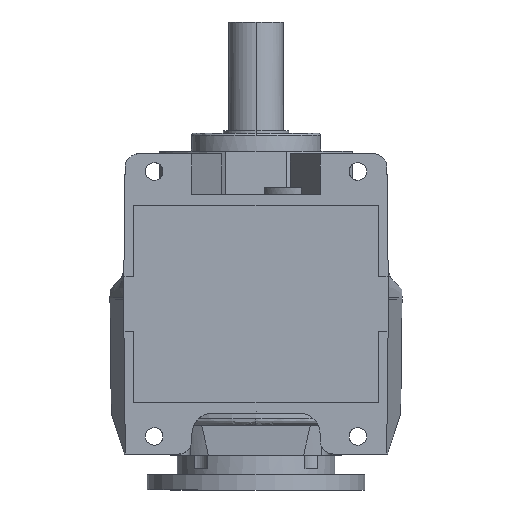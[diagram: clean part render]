
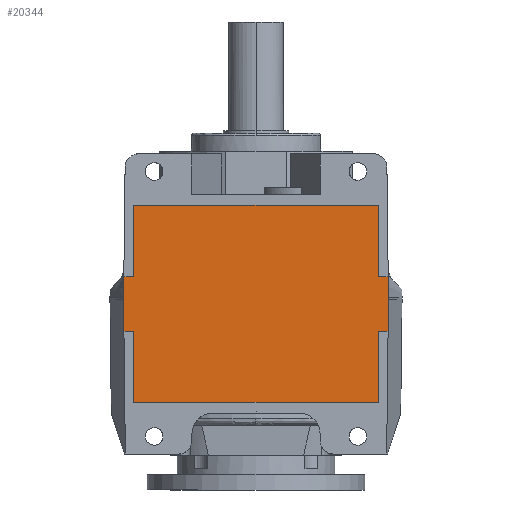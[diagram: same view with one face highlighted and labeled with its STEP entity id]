
A CAD part, front view. The second image highlights one B-rep face of the part: STEP entity #20344.
In plain terms, the highlighted planar face has unit normal (0, -1, 0).
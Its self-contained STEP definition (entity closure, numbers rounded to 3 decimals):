
#69 = DIRECTION ( 'NONE',  ( -0.012, 0., 1. ) ) ;
#155 = EDGE_CURVE ( 'NONE', #13875, #15380, #18461, .T. ) ;
#189 = VECTOR ( 'NONE', #69, 1000. ) ;
#540 = ORIENTED_EDGE ( 'NONE', *, *, #8589, .T. ) ;
#640 = ORIENTED_EDGE ( 'NONE', *, *, #5645, .T. ) ;
#785 = DIRECTION ( 'NONE',  ( 0., 0., -1. ) ) ;
#900 = VECTOR ( 'NONE', #3225, 1000. ) ;
#921 = VECTOR ( 'NONE', #15261, 1000. ) ;
#1166 = CARTESIAN_POINT ( 'NONE',  ( 97.5, -129., -109. ) ) ;
#1300 = DIRECTION ( 'NONE',  ( 0., 0., 1. ) ) ;
#1337 = DIRECTION ( 'NONE',  ( 0., 0., -1. ) ) ;
#1356 = CARTESIAN_POINT ( 'NONE',  ( 0., -129., -92.5 ) ) ;
#1383 = VERTEX_POINT ( 'NONE', #16184 ) ;
#1636 = DIRECTION ( 'NONE',  ( 0., -1., 0. ) ) ;
#1637 = EDGE_CURVE ( 'NONE', #21512, #20651, #15460, .T. ) ;
#1728 = CARTESIAN_POINT ( 'NONE',  ( 90., -129., -132.5 ) ) ;
#1993 = CARTESIAN_POINT ( 'NONE',  ( 90., -129., -185. ) ) ;
#2054 = CARTESIAN_POINT ( 'NONE',  ( -90., -129., -40. ) ) ;
#2343 = ORIENTED_EDGE ( 'NONE', *, *, #6896, .T. ) ;
#2561 = VERTEX_POINT ( 'NONE', #21047 ) ;
#2703 = CARTESIAN_POINT ( 'NONE',  ( 97.227, -129., -132.5 ) ) ;
#2716 = DIRECTION ( 'NONE',  ( -0.012, 0., -1. ) ) ;
#3071 = CARTESIAN_POINT ( 'NONE',  ( -97.308, -129., -92.5 ) ) ;
#3143 = CARTESIAN_POINT ( 'NONE',  ( 90., -129., -132.5 ) ) ;
#3225 = DIRECTION ( 'NONE',  ( 1., 0., 0. ) ) ;
#3526 = VERTEX_POINT ( 'NONE', #17841 ) ;
#3540 = DIRECTION ( 'NONE',  ( -0.012, 0., -1. ) ) ;
#3669 = CARTESIAN_POINT ( 'NONE',  ( -97.5, -129., -109. ) ) ;
#3698 = VERTEX_POINT ( 'NONE', #7115 ) ;
#3728 = ORIENTED_EDGE ( 'NONE', *, *, #14017, .T. ) ;
#3941 = CARTESIAN_POINT ( 'NONE',  ( 97.5, -129., -109. ) ) ;
#3994 = EDGE_CURVE ( 'NONE', #15807, #20651, #14893, .T. ) ;
#4111 = FACE_OUTER_BOUND ( 'NONE', #5815, .T. ) ;
#4130 = LINE ( 'NONE', #9193, #14663 ) ;
#4571 = CARTESIAN_POINT ( 'NONE',  ( 97.5, -129., -109. ) ) ;
#4738 = ORIENTED_EDGE ( 'NONE', *, *, #16555, .T. ) ;
#4760 = ORIENTED_EDGE ( 'NONE', *, *, #14639, .F. ) ;
#5130 = VECTOR ( 'NONE', #15612, 1000. ) ;
#5254 = EDGE_CURVE ( 'NONE', #2561, #3698, #20422, .T. ) ;
#5645 = EDGE_CURVE ( 'NONE', #21017, #20893, #19858, .T. ) ;
#5815 = EDGE_LOOP ( 'NONE', ( #12142, #17709, #3728, #15884, #13454, #13752, #2343, #8796, #4738, #4760, #19730, #18711, #640, #540 ) ) ;
#6608 = CARTESIAN_POINT ( 'NONE',  ( -90., -129., -32. ) ) ;
#6702 = CARTESIAN_POINT ( 'NONE',  ( -90., -129., -185. ) ) ;
#6896 = EDGE_CURVE ( 'NONE', #15582, #13875, #9550, .T. ) ;
#7061 = LINE ( 'NONE', #4571, #189 ) ;
#7076 = VECTOR ( 'NONE', #3540, 1000. ) ;
#7115 = CARTESIAN_POINT ( 'NONE',  ( 90., -129., -92.5 ) ) ;
#7632 = VECTOR ( 'NONE', #18176, 1000. ) ;
#7739 = CARTESIAN_POINT ( 'NONE',  ( -90., -129., -92.5 ) ) ;
#8256 = EDGE_CURVE ( 'NONE', #19248, #1383, #12797, .T. ) ;
#8589 = EDGE_CURVE ( 'NONE', #20893, #21512, #9501, .T. ) ;
#8796 = ORIENTED_EDGE ( 'NONE', *, *, #155, .T. ) ;
#8878 = VERTEX_POINT ( 'NONE', #16261 ) ;
#9193 = CARTESIAN_POINT ( 'NONE',  ( -90., -129., -132.5 ) ) ;
#9252 = VECTOR ( 'NONE', #11725, 1000. ) ;
#9373 = LINE ( 'NONE', #9956, #921 ) ;
#9501 = LINE ( 'NONE', #10110, #9252 ) ;
#9550 = LINE ( 'NONE', #6608, #10107 ) ;
#9956 = CARTESIAN_POINT ( 'NONE',  ( 0., -129., -40. ) ) ;
#10107 = VECTOR ( 'NONE', #1337, 1000. ) ;
#10110 = CARTESIAN_POINT ( 'NONE',  ( 90., -129., -185. ) ) ;
#11725 = DIRECTION ( 'NONE',  ( 0., 0., 1. ) ) ;
#12142 = ORIENTED_EDGE ( 'NONE', *, *, #1637, .T. ) ;
#12718 = EDGE_CURVE ( 'NONE', #3698, #3526, #20527, .T. ) ;
#12797 = LINE ( 'NONE', #13677, #16884 ) ;
#13411 = VECTOR ( 'NONE', #1300, 1000. ) ;
#13454 = ORIENTED_EDGE ( 'NONE', *, *, #12718, .T. ) ;
#13677 = CARTESIAN_POINT ( 'NONE',  ( -120., -129., -132.5 ) ) ;
#13752 = ORIENTED_EDGE ( 'NONE', *, *, #20784, .T. ) ;
#13875 = VERTEX_POINT ( 'NONE', #7739 ) ;
#14017 = EDGE_CURVE ( 'NONE', #15807, #2561, #7061, .T. ) ;
#14080 = VECTOR ( 'NONE', #20653, 1000. ) ;
#14639 = EDGE_CURVE ( 'NONE', #19248, #8878, #17338, .T. ) ;
#14663 = VECTOR ( 'NONE', #785, 1000. ) ;
#14893 = LINE ( 'NONE', #1166, #16739 ) ;
#15060 = PLANE ( 'NONE',  #18448 ) ;
#15261 = DIRECTION ( 'NONE',  ( -1., 0., 0. ) ) ;
#15380 = VERTEX_POINT ( 'NONE', #3071 ) ;
#15460 = LINE ( 'NONE', #3143, #900 ) ;
#15582 = VERTEX_POINT ( 'NONE', #2054 ) ;
#15612 = DIRECTION ( 'NONE',  ( 1., 0., 0. ) ) ;
#15807 = VERTEX_POINT ( 'NONE', #3941 ) ;
#15884 = ORIENTED_EDGE ( 'NONE', *, *, #5254, .T. ) ;
#16184 = CARTESIAN_POINT ( 'NONE',  ( -90., -129., -132.5 ) ) ;
#16259 = VECTOR ( 'NONE', #20320, 1000. ) ;
#16261 = CARTESIAN_POINT ( 'NONE',  ( -97.5, -129., -109. ) ) ;
#16555 = EDGE_CURVE ( 'NONE', #15380, #8878, #17609, .T. ) ;
#16739 = VECTOR ( 'NONE', #2716, 1000. ) ;
#16756 = DIRECTION ( 'NONE',  ( 0., 0., -1. ) ) ;
#16840 = CARTESIAN_POINT ( 'NONE',  ( 0., -129., -32. ) ) ;
#16884 = VECTOR ( 'NONE', #20228, 1000. ) ;
#17338 = LINE ( 'NONE', #3669, #16259 ) ;
#17609 = LINE ( 'NONE', #18661, #7076 ) ;
#17709 = ORIENTED_EDGE ( 'NONE', *, *, #3994, .F. ) ;
#17841 = CARTESIAN_POINT ( 'NONE',  ( 90., -129., -40. ) ) ;
#17906 = EDGE_CURVE ( 'NONE', #1383, #21017, #4130, .T. ) ;
#18176 = DIRECTION ( 'NONE',  ( -1., 0., 0. ) ) ;
#18448 = AXIS2_PLACEMENT_3D ( 'NONE', #16840, #1636, #16756 ) ;
#18461 = LINE ( 'NONE', #1356, #7632 ) ;
#18661 = CARTESIAN_POINT ( 'NONE',  ( -97.308, -129., -92.5 ) ) ;
#18711 = ORIENTED_EDGE ( 'NONE', *, *, #17906, .T. ) ;
#19016 = CARTESIAN_POINT ( 'NONE',  ( -90., -129., -185. ) ) ;
#19248 = VERTEX_POINT ( 'NONE', #21386 ) ;
#19730 = ORIENTED_EDGE ( 'NONE', *, *, #8256, .T. ) ;
#19858 = LINE ( 'NONE', #6702, #5130 ) ;
#20228 = DIRECTION ( 'NONE',  ( 1., 0., 0. ) ) ;
#20320 = DIRECTION ( 'NONE',  ( -0.012, 0., 1. ) ) ;
#20344 = ADVANCED_FACE ( 'NONE', ( #4111 ), #15060, .T. ) ;
#20422 = LINE ( 'NONE', #20514, #14080 ) ;
#20514 = CARTESIAN_POINT ( 'NONE',  ( 0., -129., -92.5 ) ) ;
#20527 = LINE ( 'NONE', #21359, #13411 ) ;
#20651 = VERTEX_POINT ( 'NONE', #2703 ) ;
#20653 = DIRECTION ( 'NONE',  ( -1., 0., 0. ) ) ;
#20784 = EDGE_CURVE ( 'NONE', #3526, #15582, #9373, .T. ) ;
#20893 = VERTEX_POINT ( 'NONE', #1993 ) ;
#21017 = VERTEX_POINT ( 'NONE', #19016 ) ;
#21047 = CARTESIAN_POINT ( 'NONE',  ( 97.308, -129., -92.5 ) ) ;
#21359 = CARTESIAN_POINT ( 'NONE',  ( 90., -129., -32. ) ) ;
#21386 = CARTESIAN_POINT ( 'NONE',  ( -97.227, -129., -132.5 ) ) ;
#21512 = VERTEX_POINT ( 'NONE', #1728 ) ;
